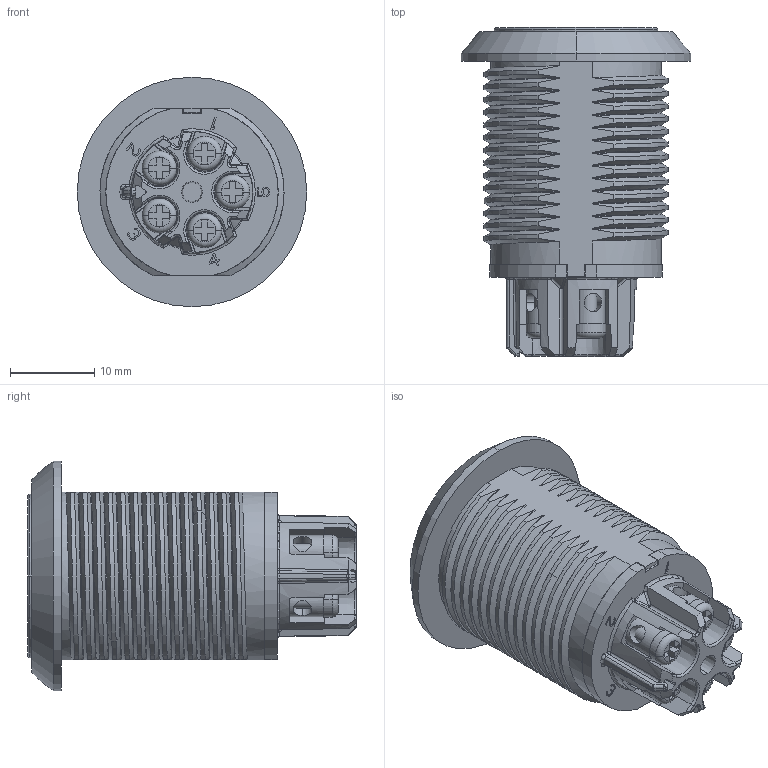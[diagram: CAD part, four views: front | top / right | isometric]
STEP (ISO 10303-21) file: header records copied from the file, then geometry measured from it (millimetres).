
FILE_DESCRIPTION((''),'2;1');
FILE_NAME('202740_ASM','2017-11-02T',('pdmadmin'),('BANNER ENGINEERING'),'CREO PARAMETRIC BY PTC INC, 2016260','CREO PARAMETRIC BY PTC INC, 2016260','');
FILE_SCHEMA(('CONFIG_CONTROL_DESIGN'));
Products named in the file (7): 200907; 200906; 200906_ASM; 200910; 163957; 165820; 202740_ASM
Assembly tree (14 placements, depth 3):
  202740_ASM
    200906_ASM
      200907
      200906
    200910
    163957  x5
    165820  x5
Bounding box: 27.25 x 39.05 x 27.25 mm (x, y, z)
Volume: 5386.9 mm3; surface area: 8590.7 mm2
Topology: 13 solids, 28 shells, 858 faces, 2186 edges, 1400 vertices
Faces by surface type: plane 366, cylinder 194, bspline 124, cone 109, torus 53, sphere 12
Entity records: 48926 total; most frequent: CARTESIAN_POINT 33629, ORIENTED_EDGE 3404, DIRECTION 2762, EDGE_CURVE 1706, VERTEX_POINT 1096, AXIS2_PLACEMENT_3D 927, VECTOR 908, LINE 908
